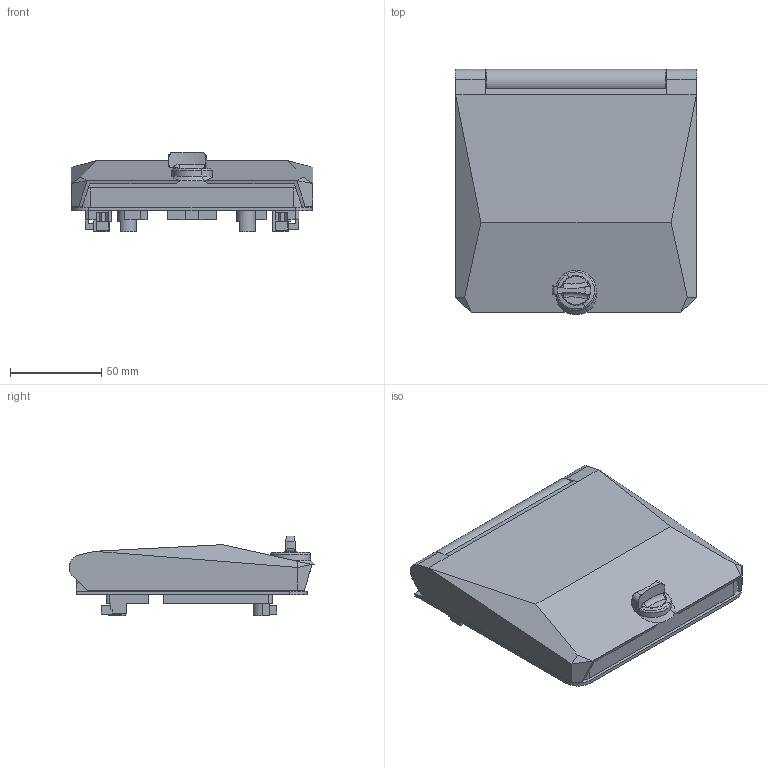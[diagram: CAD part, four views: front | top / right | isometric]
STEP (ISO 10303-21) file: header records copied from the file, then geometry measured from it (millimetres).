
FILE_DESCRIPTION(('CATIA V5 STEP Exchange','CAx-IF Rec.Pracs.--- Model Styling and Organization---1.5--- 2016-08-15','CAx-IF Rec.Pracs.---Supplemental Geometry---1.0---2011-11-01','CAx-IF Rec.Pracs.--- Composite Materials ---1.1---2010-07-15'),'2;1');
FILE_NAME ('107412-2_2', '2025-01-08T05:48:10+00:00', ('none'), ('Weidmueller'), 'CATIA Version 5-6 Release 2022 SP4 HF5', 'CATIA V5 STEP AP214 v3', 'none');
FILE_SCHEMA(('AUTOMOTIVE_DESIGN { 1 0 10303 214 1 1 1 1 }'));
Length unit declared in the file: millimetre
Products named in the file (1): 2003170000
Bounding box: 131.8 x 134.14 x 43.6 mm (x, y, z)
Volume: 159453.1 mm3; surface area: 81354.3 mm2
Topology: 1 solids, 4 shells, 515 faces, 1426 edges, 946 vertices
Faces by surface type: plane 368, cylinder 119, torus 10, sphere 10, cone 4, bspline 4
Entity records: 16472 total; most frequent: CARTESIAN_POINT 3972, ORIENTED_EDGE 2852, DIRECTION 2045, EDGE_CURVE 1426, VECTOR 1006, LINE 1006, VERTEX_POINT 946, AXIS2_PLACEMENT_3D 673
